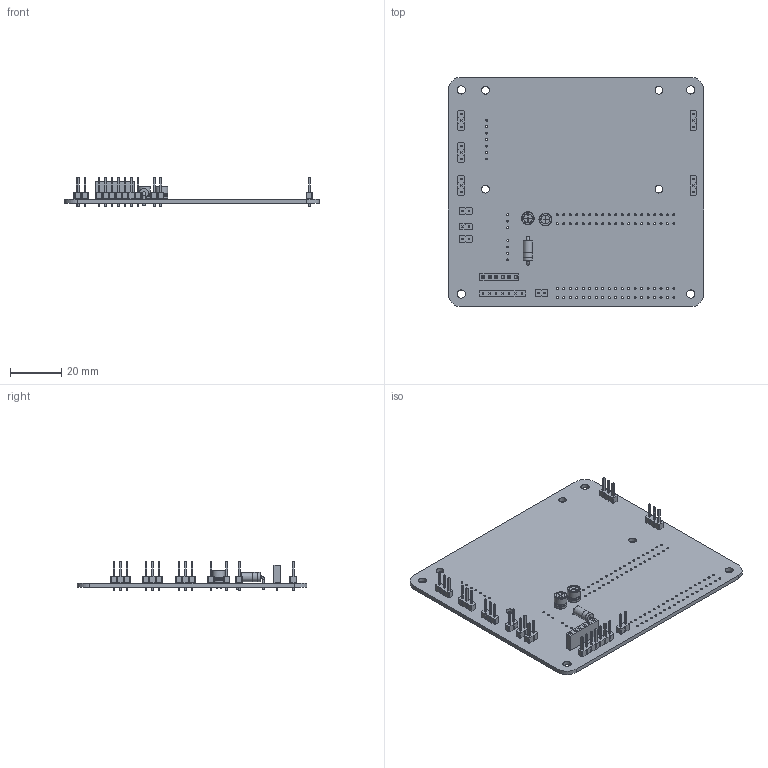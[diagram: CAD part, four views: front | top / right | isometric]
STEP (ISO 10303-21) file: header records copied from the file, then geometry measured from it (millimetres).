
FILE_DESCRIPTION(('KiCad electronic assembly'),'2;1');
FILE_NAME('Head Unit.step','2024-04-25T21:32:22',('Pcbnew'),('Kicad'), 'Open CASCADE STEP processor 7.7','KiCad to STEP converter','Unknown' );
FILE_SCHEMA(('AUTOMOTIVE_DESIGN { 1 0 10303 214 1 1 1 1 }'));
Length unit declared in the file: millimetre
Products named in the file (16): Head Unit 1; CP_Radial_D5.0mm_P2.00mm; CP_Radial_D50mm_P200mm; PinHeader_1x02_P2.54mm_Vertical; PinHeader_1x02_P254mm_Vertical; C_Radial_D5.0mm_H5.0mm_P2.00mm; C_Radial_D50mm_H50mm_P200mm; PinHeader_1x03_P2.54mm_Vertical; PinHeader_1x03_P254mm_Vertical; D_DO-15_P10.16mm_Horizontal; PinHeader_1x07_P2.54mm_Vertical; PinHeader_1x07_P254mm_Vertical; PinSocket_1x06_P2.54mm_Vertical; PinSocket_1x06_P254mm_Vertical; Head Unit_PCB
Assembly tree (22 placements, depth 3):
  Head Unit 1
    CP_Radial_D5.0mm_P2.00mm
      CP_Radial_D50mm_P200mm
    PinHeader_1x02_P2.54mm_Vertical  x4
      PinHeader_1x02_P254mm_Vertical
    C_Radial_D5.0mm_H5.0mm_P2.00mm
      C_Radial_D50mm_H50mm_P200mm
    PinHeader_1x03_P2.54mm_Vertical  x5
      PinHeader_1x03_P254mm_Vertical
    D_DO-15_P10.16mm_Horizontal
      D_DO-15_P10.16mm_Horizontal
    PinHeader_1x07_P2.54mm_Vertical
      PinHeader_1x07_P254mm_Vertical
    PinSocket_1x06_P2.54mm_Vertical
      PinSocket_1x06_P254mm_Vertical
    Head Unit_PCB
Bounding box: 100 x 90 x 11.64 mm (x, y, z)
Volume: 15262.3 mm3; surface area: 21432.4 mm2
Topology: 15 solids, 17 shells, 1202 faces, 2955 edges, 1875 vertices
Faces by surface type: plane 1011, cylinder 171, bspline 8, revolution 7, torus 5
Full cylindrical faces by diameter (mm): 0.4 x2, 0.5 x2, 0.6 x2, 0.762 x14, 0.8 x78, 0.9 x4, 1 x36, 1.2 x2, 3 x4, 3.2 x4, 3.5 x3, 3.6 x2, 3.62 x1, 5 x2
Entity records: 27736 total; most frequent: CARTESIAN_POINT 4668, ORIENTED_EDGE 3738, DIRECTION 3731, EDGE_CURVE 1869, LINE 1464, VECTOR 1464, VERTEX_POINT 1199, AXIS2_PLACEMENT_3D 1130
